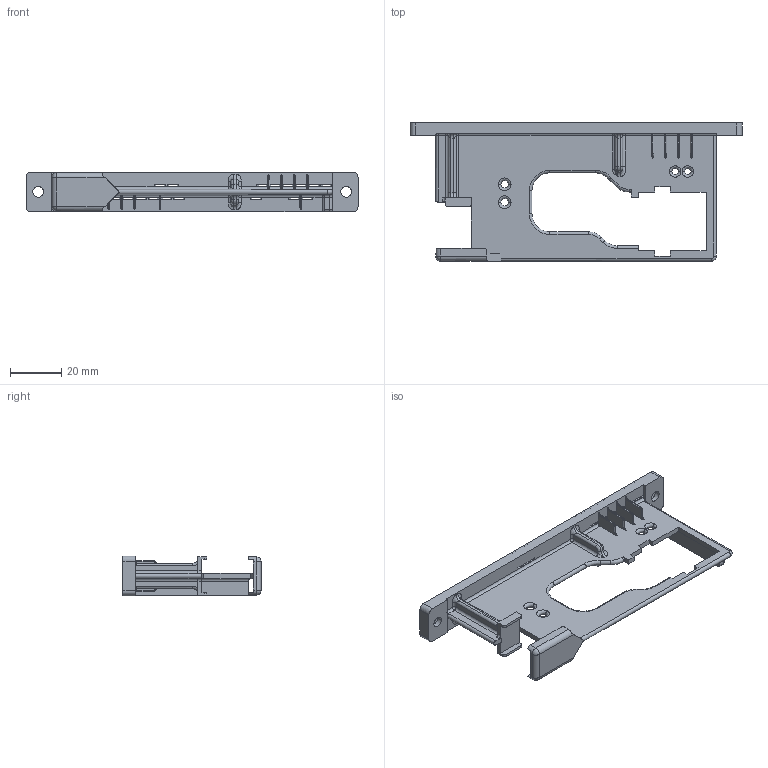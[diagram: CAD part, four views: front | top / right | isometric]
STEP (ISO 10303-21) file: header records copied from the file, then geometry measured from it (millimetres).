
FILE_DESCRIPTION((''),'2;1');
FILE_NAME('ADS_CONN_FINAL','2022-01-10T13:03:51',('stribrnyj'),(''),'CREO PARAMETRIC BY PTC INC, 2019344','CREO PARAMETRIC BY PTC INC, 2019344','');
FILE_SCHEMA(('CONFIG_CONTROL_DESIGN'));
Length unit declared in the file: millimetre
Products named in the file (1): ADS_CONN_FINAL
Bounding box: 129.6 x 54 x 15.6 mm (x, y, z)
Volume: 18251 mm3; surface area: 16784.6 mm2
Topology: 1 solids, 1 shells, 1259 faces, 3404 edges, 2177 vertices
Faces by surface type: plane 768, extrusion 214, cylinder 163, torus 82, bspline 18, sphere 14
Entity records: 41739 total; most frequent: CARTESIAN_POINT 10772, ORIENTED_EDGE 6808, DIRECTION 5598, EDGE_CURVE 3404, VECTOR 2670, LINE 2456, VERTEX_POINT 2177, AXIS2_PLACEMENT_3D 1464
